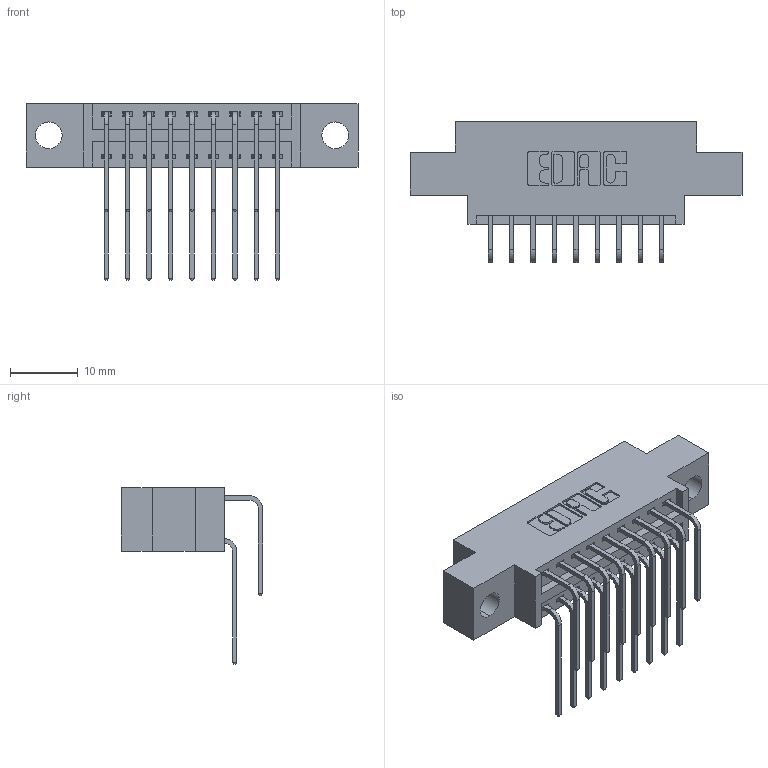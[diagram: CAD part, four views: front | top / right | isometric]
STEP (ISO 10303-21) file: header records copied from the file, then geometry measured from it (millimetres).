
FILE_DESCRIPTION (( 'STEP AP203' ), '1' );
FILE_NAME ('396-018-559-804.STEP', '2019-11-02T14:24:17', ( '' ), ( '' ), 'SwSTEP 2.0', 'SolidWorks 2016', '' );
FILE_SCHEMA (( 'CONFIG_CONTROL_DESIGN' ));
Length unit declared in the file: inch
Products named in the file (4): 345-292-001_558 559 Tail - 1; 396-018-559-804; 346 Part_0.170 Offset - 0.156 Dia-TH; 345-292-001_559 Tail - 2
Assembly tree (19 placements, depth 2):
  396-018-559-804
    346 Part_0.170 Offset - 0.156 Dia-TH
    345-292-001_558 559 Tail - 1  x9
    345-292-001_559 Tail - 2  x9
Bounding box: 49.15 x 20.89 x 26.16 mm (x, y, z)
Volume: 4397.7 mm3; surface area: 6017.4 mm2
Topology: 19 solids, 19 shells, 1098 faces, 3239 edges, 2134 vertices
Faces by surface type: plane 746, cylinder 352
Entity records: 12235 total; most frequent: CARTESIAN_POINT 2115, ORIENTED_EDGE 1998, DIRECTION 1887, EDGE_CURVE 999, LINE 791, VECTOR 791, VERTEX_POINT 662, AXIS2_PLACEMENT_3D 548
